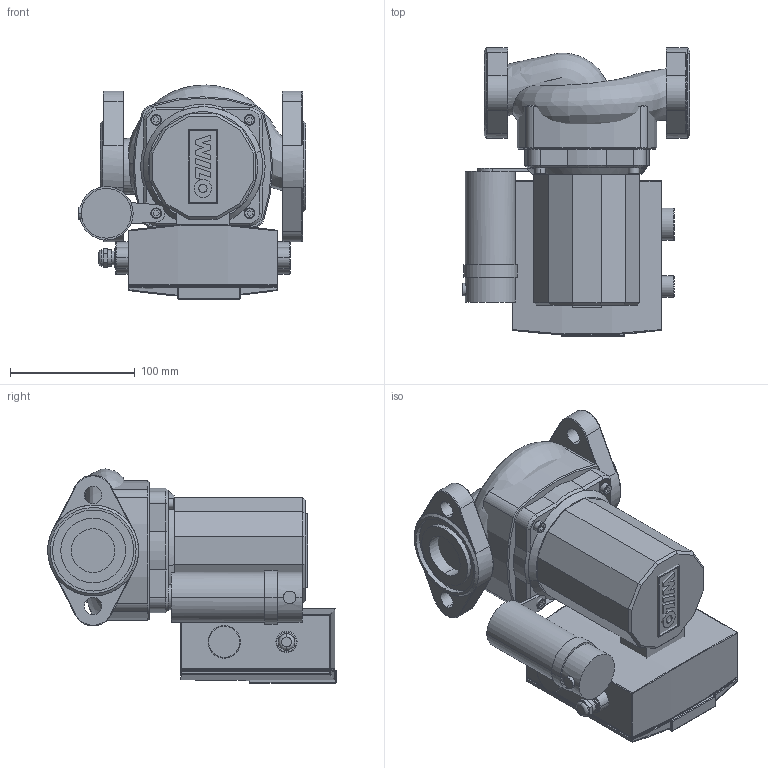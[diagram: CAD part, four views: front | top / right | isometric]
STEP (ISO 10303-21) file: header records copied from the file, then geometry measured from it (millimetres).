
FILE_DESCRIPTION((''),'2;1');
FILE_NAME('3d_TOP-S 1.25x15 230V-2067541.stp','2009-12-21T08:58:40',(''),(''),'Mechanical Desktop 2008','Mechanical Desktop 2008',', , ');
FILE_SCHEMA(('CONFIG_CONTROL_DESIGN'));
Length unit declared in the file: inch
Products named in the file (1): Product
Bounding box: 182.55 x 231.76 x 171.86 mm (x, y, z)
Volume: 2767933.9 mm3; surface area: 277218.9 mm2
Topology: 14 solids, 14 shells, 461 faces, 1047 edges, 623 vertices
Faces by surface type: plane 211, cylinder 112, bspline 62, cone 28, torus 26, sphere 22
Entity records: 20867 total; most frequent: CARTESIAN_POINT 10564, DIRECTION 2167, ORIENTED_EDGE 2066, EDGE_CURVE 1033, AXIS2_PLACEMENT_3D 795, VERTEX_POINT 623, VECTOR 577, LINE 577
